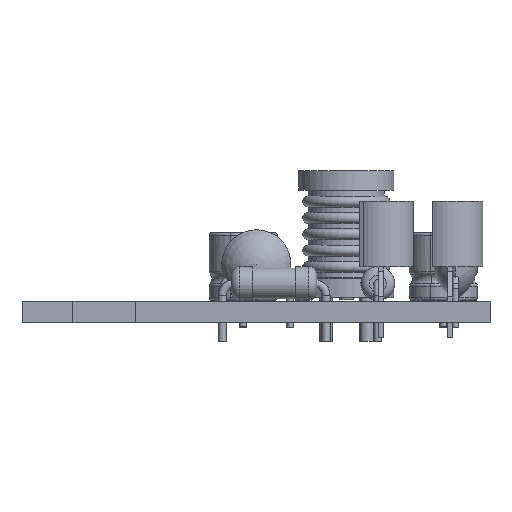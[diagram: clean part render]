
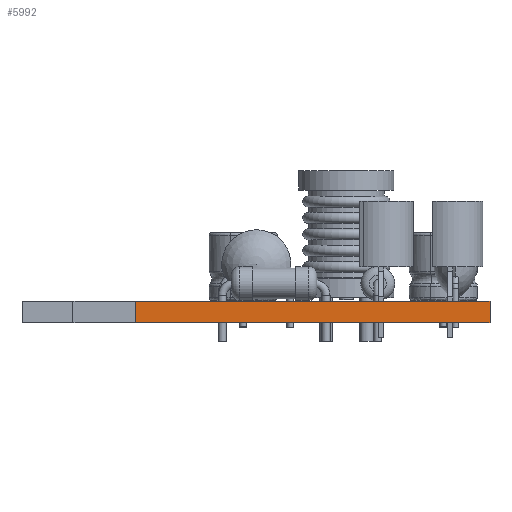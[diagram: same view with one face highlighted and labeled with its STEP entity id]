
A CAD part, front view. The second image highlights one B-rep face of the part: STEP entity #5992.
In plain terms, the highlighted planar face has unit normal (0, -1, 0).
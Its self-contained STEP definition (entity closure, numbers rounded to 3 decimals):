
#5034 = VERTEX_POINT('',#5035);
#5035 = CARTESIAN_POINT('',(156.845,-124.3,0.));
#5041 = EDGE_CURVE('',#5034,#5042,#5044,.T.);
#5042 = VERTEX_POINT('',#5043);
#5043 = CARTESIAN_POINT('',(130.775,-124.3,0.));
#5044 = LINE('',#5045,#5046);
#5045 = CARTESIAN_POINT('',(156.845,-124.3,0.));
#5046 = VECTOR('',#5047,1.);
#5047 = DIRECTION('',(-1.,0.,0.));
#5478 = VERTEX_POINT('',#5479);
#5479 = CARTESIAN_POINT('',(156.845,-124.3,1.6));
#5485 = EDGE_CURVE('',#5478,#5486,#5488,.T.);
#5486 = VERTEX_POINT('',#5487);
#5487 = CARTESIAN_POINT('',(130.775,-124.3,1.6));
#5488 = LINE('',#5489,#5490);
#5489 = CARTESIAN_POINT('',(156.845,-124.3,1.6));
#5490 = VECTOR('',#5491,1.);
#5491 = DIRECTION('',(-1.,0.,0.));
#5964 = EDGE_CURVE('',#5034,#5478,#5965,.T.);
#5965 = LINE('',#5966,#5967);
#5966 = CARTESIAN_POINT('',(156.845,-124.3,0.));
#5967 = VECTOR('',#5968,1.);
#5968 = DIRECTION('',(0.,0.,1.));
#5992 = ADVANCED_FACE('',(#5993),#6004,.T.);
#5993 = FACE_BOUND('',#5994,.T.);
#5994 = EDGE_LOOP('',(#5995,#5996,#5997,#6003));
#5995 = ORIENTED_EDGE('',*,*,#5964,.T.);
#5996 = ORIENTED_EDGE('',*,*,#5485,.T.);
#5997 = ORIENTED_EDGE('',*,*,#5998,.F.);
#5998 = EDGE_CURVE('',#5042,#5486,#5999,.T.);
#5999 = LINE('',#6000,#6001);
#6000 = CARTESIAN_POINT('',(130.775,-124.3,0.));
#6001 = VECTOR('',#6002,1.);
#6002 = DIRECTION('',(0.,0.,1.));
#6003 = ORIENTED_EDGE('',*,*,#5041,.F.);
#6004 = PLANE('',#6005);
#6005 = AXIS2_PLACEMENT_3D('',#6006,#6007,#6008);
#6006 = CARTESIAN_POINT('',(156.845,-124.3,0.));
#6007 = DIRECTION('',(0.,-1.,0.));
#6008 = DIRECTION('',(-1.,0.,0.));
